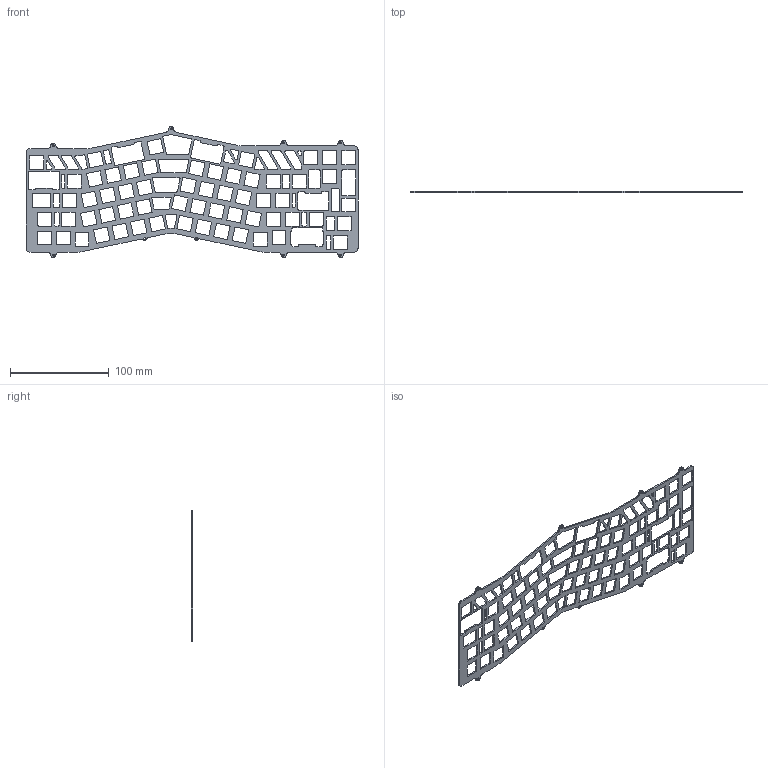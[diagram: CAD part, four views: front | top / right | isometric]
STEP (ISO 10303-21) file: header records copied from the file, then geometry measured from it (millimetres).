
FILE_DESCRIPTION(/* description */ (''),/* implementation_level */ '2;1');
FILE_NAME(/* name */ 'plate v19.step',/* time_stamp */ '2021-01-25T15:44:40-05:00',/* author */ (''),/* organization */ (''),/* preprocessor_version */ 'ST-DEVELOPER v18.1',/* originating_system */ 'Autodesk Translation Framework v9.7.1.1290',/* authorisation */ '');
FILE_SCHEMA (('AUTOMOTIVE_DESIGN { 1 0 10303 214 3 1 1 }'));
Length unit declared in the file: millimetre
Products named in the file (1): plate
Bounding box: 335.63 x 1.5 x 132.42 mm (x, y, z)
Volume: 24171.5 mm3; surface area: 41594.4 mm2
Topology: 1 solids, 1 shells, 863 faces, 2583 edges, 1722 vertices
Faces by surface type: cylinder 448, plane 415
Full cylindrical faces by diameter (mm): 2 x9
Entity records: 29778 total; most frequent: DIRECTION 5207, CARTESIAN_POINT 5169, ORIENTED_EDGE 5166, EDGE_CURVE 2583, AXIS2_PLACEMENT_3D 1760, VERTEX_POINT 1722, LINE 1687, VECTOR 1687
